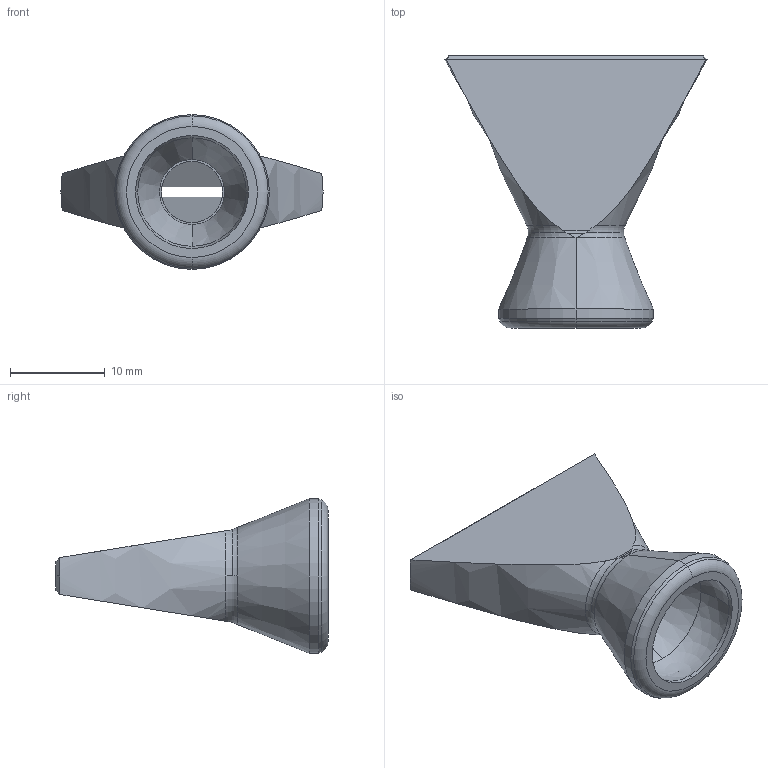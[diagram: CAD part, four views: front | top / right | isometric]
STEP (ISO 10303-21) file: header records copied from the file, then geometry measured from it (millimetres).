
FILE_DESCRIPTION (( 'STEP AP203' ), '1' );
FILE_NAME ('1 Inch Flare Nozzle.STEP', '2005-02-04T23:05:47', ( 'mark lockwood' ), ( 'lockwood products inc.' ), 'SwSTEP 2.0', 'SolidWorks 2004146', '' );
FILE_SCHEMA (( 'CONFIG_CONTROL_DESIGN' ));
Length unit declared in the file: inch
Products named in the file (1): 1 Inch Flare Nozzle
Bounding box: 27.62 x 28.67 x 16.31 mm (x, y, z)
Volume: 1824.3 mm3; surface area: 2585 mm2
Topology: 1 solids, 1 shells, 46 faces, 117 edges, 72 vertices
Faces by surface type: cone 14, plane 11, cylinder 10, torus 9, sphere 2
Entity records: 1605 total; most frequent: CARTESIAN_POINT 469, ORIENTED_EDGE 224, DIRECTION 222, EDGE_CURVE 112, AXIS2_PLACEMENT_3D 98, VERTEX_POINT 69, CIRCLE 51, EDGE_LOOP 49
